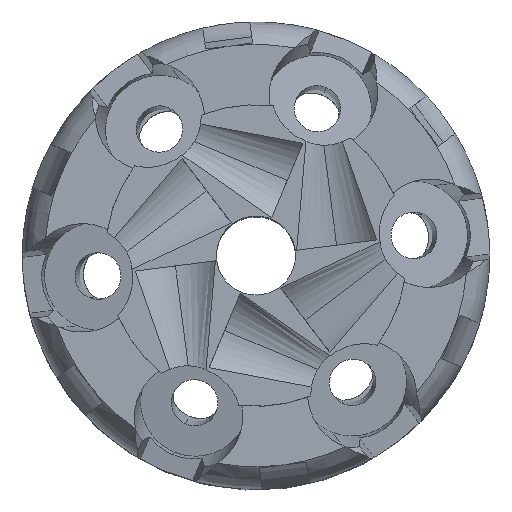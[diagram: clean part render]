
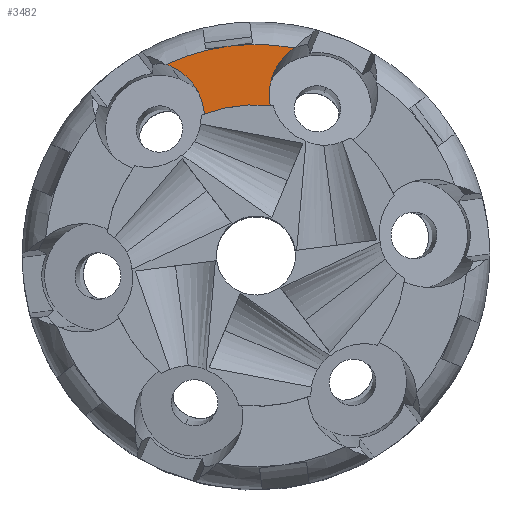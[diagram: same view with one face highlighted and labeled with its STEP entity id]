
A CAD part, top view. The second image highlights one B-rep face of the part: STEP entity #3482.
In plain terms, the highlighted planar face has unit normal (0, 0, 1).
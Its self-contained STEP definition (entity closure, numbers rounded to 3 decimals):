
#17 = CARTESIAN_POINT ( 'NONE',  ( -2.959, 3.955, 32.089 ) ) ;
#204 = EDGE_CURVE ( 'NONE', #7295, #13084, #4482, .T. ) ;
#486 = ORIENTED_EDGE ( 'NONE', *, *, #8056, .T. ) ;
#516 = CARTESIAN_POINT ( 'NONE',  ( -5.859, 6.962, 32.089 ) ) ;
#518 = EDGE_LOOP ( 'NONE', ( #14629, #4020, #4896, #486, #3680, #8045, #12103, #14270 ) ) ;
#559 = CARTESIAN_POINT ( 'NONE',  ( -5.745, 6.915, 32.089 ) ) ;
#787 = CARTESIAN_POINT ( 'NONE',  ( -0.831, 3.233, 32.089 ) ) ;
#814 = CARTESIAN_POINT ( 'NONE',  ( 3.114, 3.41, 32.089 ) ) ;
#911 = CARTESIAN_POINT ( 'NONE',  ( -2.723, 2.659, 32.089 ) ) ;
#920 = CARTESIAN_POINT ( 'NONE',  ( 4.844, 8.202, 32.089 ) ) ;
#1052 = CARTESIAN_POINT ( 'NONE',  ( -13.01, -21.222, 32.089 ) ) ;
#1396 = CARTESIAN_POINT ( 'NONE',  ( -2.75, 2.98, 32.089 ) ) ;
#1442 = CARTESIAN_POINT ( 'NONE',  ( -2.733, 2.82, 32.089 ) ) ;
#1949 = CARTESIAN_POINT ( 'NONE',  ( 2.125, 3.504, 32.089 ) ) ;
#2084 = VERTEX_POINT ( 'NONE', #9849 ) ;
#2214 = DIRECTION ( 'NONE',  ( -0.385, -0.923, 0. ) ) ;
#2532 = CARTESIAN_POINT ( 'NONE',  ( -0.53, 8.666, 32.089 ) ) ;
#2797 = CARTESIAN_POINT ( 'NONE',  ( -0.53, 8.666, 32.089 ) ) ;
#3192 = CARTESIAN_POINT ( 'NONE',  ( 3., 4.295, 32.089 ) ) ;
#3220 = CARTESIAN_POINT ( 'NONE',  ( -2.842, 3.555, 32.089 ) ) ;
#3441 = CARTESIAN_POINT ( 'NONE',  ( -5.006, 6.531, 32.089 ) ) ;
#3482 = ADVANCED_FACE ( 'NONE', ( #14036 ), #11381, .T. ) ;
#3544 = CARTESIAN_POINT ( 'NONE',  ( 4.844, 8.202, 32.089 ) ) ;
#3680 = ORIENTED_EDGE ( 'NONE', *, *, #7906, .T. ) ;
#3792 = CARTESIAN_POINT ( 'NONE',  ( -5.272, 6.696, 32.089 ) ) ;
#3872 = B_SPLINE_CURVE_WITH_KNOTS ( 'NONE', 3,
 ( #14232, #14295, #516, #8607 ),
 .UNSPECIFIED., .F., .F.,
 ( 4, 4 ),
 ( 0., 1. ),
 .UNSPECIFIED. ) ;
#3978 = CARTESIAN_POINT ( 'NONE',  ( 1.394, 8.914, 32.089 ) ) ;
#4020 = ORIENTED_EDGE ( 'NONE', *, *, #204, .T. ) ;
#4232 = VERTEX_POINT ( 'NONE', #3544 ) ;
#4357 = CARTESIAN_POINT ( 'NONE',  ( 3.161, 5.625, 32.089 ) ) ;
#4482 = B_SPLINE_CURVE_WITH_KNOTS ( 'NONE', 3,
 ( #8195, #8758, #3792, #3441, #9899, #9846, #9796, #13352, #8225, #6515, #11170, #11815, #17, #3220, #10459 ),
 .UNSPECIFIED., .F., .F.,
 ( 4, 1, 2, 2, 2, 2, 2, 4 ),
 ( 0., 0.125, 0.188, 0.25, 0.375, 0.5, 0.75, 1. ),
 .UNSPECIFIED. ) ;
#4896 = ORIENTED_EDGE ( 'NONE', *, *, #8358, .T. ) ;
#5061 = CARTESIAN_POINT ( 'NONE',  ( 4.844, 8.202, 32.089 ) ) ;
#5106 = CARTESIAN_POINT ( 'NONE',  ( 5.263, 8.507, 32.089 ) ) ;
#5114 = VERTEX_POINT ( 'NONE', #10980 ) ;
#5525 = CARTESIAN_POINT ( 'NONE',  ( 3.479, 6.461, 32.089 ) ) ;
#6515 = CARTESIAN_POINT ( 'NONE',  ( -3.9, 5.576, 32.089 ) ) ;
#6698 = CARTESIAN_POINT ( 'NONE',  ( 3.803, 7.046, 32.089 ) ) ;
#7158 = B_SPLINE_CURVE_WITH_KNOTS ( 'NONE', 3,
 ( #2797, #3978, #14592, #7779 ),
 .UNSPECIFIED., .F., .F.,
 ( 4, 4 ),
 ( 0., 1. ),
 .UNSPECIFIED. ) ;
#7246 = B_SPLINE_CURVE_WITH_KNOTS ( 'NONE', 3,
 ( #814, #13483, #3192, #11250, #4357, #12394, #5525, #13528, #6698, #14675, #7852, #920 ),
 .UNSPECIFIED., .F., .F.,
 ( 4, 2, 2, 2, 2, 4 ),
 ( 0., 0.25, 0.5, 0.625, 0.75, 1. ),
 .UNSPECIFIED. ) ;
#7295 = VERTEX_POINT ( 'NONE', #559 ) ;
#7410 = CARTESIAN_POINT ( 'NONE',  ( 5.263, 8.507, 32.089 ) ) ;
#7775 = EDGE_CURVE ( 'NONE', #4232, #9381, #7923, .T. ) ;
#7779 = CARTESIAN_POINT ( 'NONE',  ( 5.263, 8.507, 32.089 ) ) ;
#7852 = CARTESIAN_POINT ( 'NONE',  ( 4.494, 7.917, 32.089 ) ) ;
#7906 = EDGE_CURVE ( 'NONE', #5114, #4232, #7246, .T. ) ;
#7923 = B_SPLINE_CURVE_WITH_KNOTS ( 'NONE', 3,
 ( #5061, #10833, #11981, #5106 ),
 .UNSPECIFIED., .F., .F.,
 ( 4, 4 ),
 ( 0., 1. ),
 .UNSPECIFIED. ) ;
#8045 = ORIENTED_EDGE ( 'NONE', *, *, #7775, .T. ) ;
#8056 = EDGE_CURVE ( 'NONE', #14493, #5114, #11559, .T. ) ;
#8195 = CARTESIAN_POINT ( 'NONE',  ( -5.745, 6.915, 32.089 ) ) ;
#8225 = CARTESIAN_POINT ( 'NONE',  ( -4.041, 5.734, 32.089 ) ) ;
#8358 = EDGE_CURVE ( 'NONE', #13084, #14493, #12517, .T. ) ;
#8607 = CARTESIAN_POINT ( 'NONE',  ( -5.745, 6.915, 32.089 ) ) ;
#8758 = CARTESIAN_POINT ( 'NONE',  ( -5.552, 6.834, 32.089 ) ) ;
#8858 = CARTESIAN_POINT ( 'NONE',  ( 1.138, 3.487, 32.089 ) ) ;
#9117 = DIRECTION ( 'NONE',  ( 0., 0., 1. ) ) ;
#9381 = VERTEX_POINT ( 'NONE', #7410 ) ;
#9428 = CARTESIAN_POINT ( 'NONE',  ( -2.453, 8.419, 32.089 ) ) ;
#9491 = CARTESIAN_POINT ( 'NONE',  ( -2.723, 2.659, 32.089 ) ) ;
#9526 = B_SPLINE_CURVE_WITH_KNOTS ( 'NONE', 3,
 ( #13984, #12843, #9428, #2532 ),
 .UNSPECIFIED., .F., .F.,
 ( 4, 4 ),
 ( 0., 1. ),
 .UNSPECIFIED. ) ;
#9617 = AXIS2_PLACEMENT_3D ( 'NONE', #1052, #9117, #2214 ) ;
#9796 = CARTESIAN_POINT ( 'NONE',  ( -4.495, 6.163, 32.089 ) ) ;
#9846 = CARTESIAN_POINT ( 'NONE',  ( -4.745, 6.353, 32.089 ) ) ;
#9849 = CARTESIAN_POINT ( 'NONE',  ( -6.093, 7.045, 32.089 ) ) ;
#9899 = CARTESIAN_POINT ( 'NONE',  ( -4.832, 6.415, 32.089 ) ) ;
#10005 = CARTESIAN_POINT ( 'NONE',  ( 3.114, 3.41, 32.089 ) ) ;
#10459 = CARTESIAN_POINT ( 'NONE',  ( -2.776, 3.14, 32.089 ) ) ;
#10634 = EDGE_CURVE ( 'NONE', #2084, #12679, #9526, .T. ) ;
#10833 = CARTESIAN_POINT ( 'NONE',  ( 4.978, 8.311, 32.089 ) ) ;
#10980 = CARTESIAN_POINT ( 'NONE',  ( 3.114, 3.41, 32.089 ) ) ;
#11170 = CARTESIAN_POINT ( 'NONE',  ( -3.512, 5.083, 32.089 ) ) ;
#11216 = EDGE_CURVE ( 'NONE', #12679, #9381, #7158, .T. ) ;
#11250 = CARTESIAN_POINT ( 'NONE',  ( 3.068, 5.188, 32.089 ) ) ;
#11381 = PLANE ( 'NONE',  #9617 ) ;
#11559 = B_SPLINE_CURVE_WITH_KNOTS ( 'NONE', 3,
 ( #14535, #12263, #787, #8858, #1949, #10005 ),
 .UNSPECIFIED., .F., .F.,
 ( 4, 2, 4 ),
 ( 0., 0.5, 1. ),
 .UNSPECIFIED. ) ;
#11815 = CARTESIAN_POINT ( 'NONE',  ( -3.297, 4.724, 32.089 ) ) ;
#11981 = CARTESIAN_POINT ( 'NONE',  ( 5.118, 8.413, 32.089 ) ) ;
#12072 = EDGE_CURVE ( 'NONE', #2084, #7295, #3872, .T. ) ;
#12103 = ORIENTED_EDGE ( 'NONE', *, *, #11216, .F. ) ;
#12263 = CARTESIAN_POINT ( 'NONE',  ( -1.791, 2.999, 32.089 ) ) ;
#12394 = CARTESIAN_POINT ( 'NONE',  ( 3.39, 6.257, 32.089 ) ) ;
#12517 = B_SPLINE_CURVE_WITH_KNOTS ( 'NONE', 3,
 ( #12811, #1396, #1442, #9491 ),
 .UNSPECIFIED., .F., .F.,
 ( 4, 4 ),
 ( 0., 1. ),
 .UNSPECIFIED. ) ;
#12565 = CARTESIAN_POINT ( 'NONE',  ( -0.53, 8.666, 32.089 ) ) ;
#12679 = VERTEX_POINT ( 'NONE', #12565 ) ;
#12811 = CARTESIAN_POINT ( 'NONE',  ( -2.776, 3.14, 32.089 ) ) ;
#12843 = CARTESIAN_POINT ( 'NONE',  ( -4.338, 7.869, 32.089 ) ) ;
#13084 = VERTEX_POINT ( 'NONE', #13361 ) ;
#13352 = CARTESIAN_POINT ( 'NONE',  ( -4.338, 6.027, 32.089 ) ) ;
#13361 = CARTESIAN_POINT ( 'NONE',  ( -2.776, 3.14, 32.089 ) ) ;
#13483 = CARTESIAN_POINT ( 'NONE',  ( 3.027, 3.853, 32.089 ) ) ;
#13528 = CARTESIAN_POINT ( 'NONE',  ( 3.685, 6.855, 32.089 ) ) ;
#13984 = CARTESIAN_POINT ( 'NONE',  ( -6.093, 7.045, 32.089 ) ) ;
#14036 = FACE_OUTER_BOUND ( 'NONE', #518, .T. ) ;
#14232 = CARTESIAN_POINT ( 'NONE',  ( -6.093, 7.045, 32.089 ) ) ;
#14270 = ORIENTED_EDGE ( 'NONE', *, *, #10634, .F. ) ;
#14295 = CARTESIAN_POINT ( 'NONE',  ( -5.975, 7.005, 32.089 ) ) ;
#14493 = VERTEX_POINT ( 'NONE', #911 ) ;
#14535 = CARTESIAN_POINT ( 'NONE',  ( -2.723, 2.659, 32.089 ) ) ;
#14592 = CARTESIAN_POINT ( 'NONE',  ( 3.356, 8.86, 32.089 ) ) ;
#14629 = ORIENTED_EDGE ( 'NONE', *, *, #12072, .T. ) ;
#14675 = CARTESIAN_POINT ( 'NONE',  ( 4.19, 7.593, 32.089 ) ) ;
